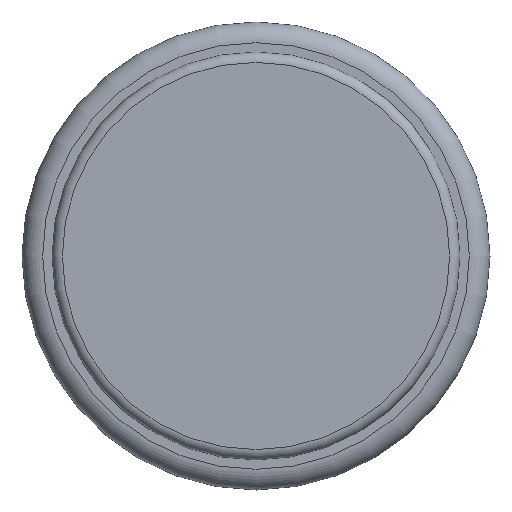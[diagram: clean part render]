
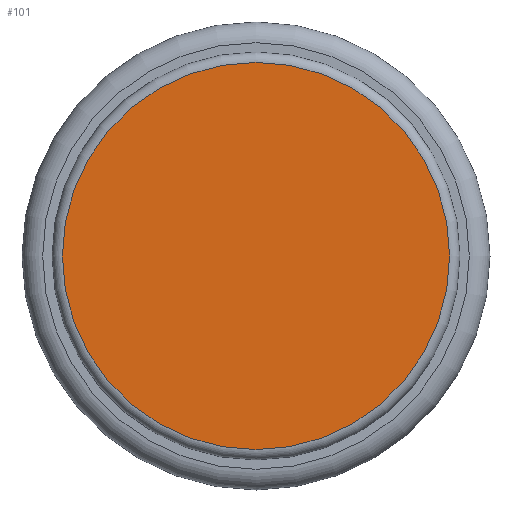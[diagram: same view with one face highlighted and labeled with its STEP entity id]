
A CAD part, front view. The second image highlights one B-rep face of the part: STEP entity #101.
In plain terms, the highlighted planar face has unit normal (0, -1, 0).
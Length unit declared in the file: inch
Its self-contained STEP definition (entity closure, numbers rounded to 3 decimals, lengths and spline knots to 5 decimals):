
#15=PLANE($,#121);
#34=FACE_OUTER_BOUND($,#48,.T.);
#48=EDGE_LOOP($,(#88));
#58=CIRCLE($,#120,0.187);
#66=VERTEX_POINT($,#181);
#74=EDGE_CURVE($,#66,#66,#58,.T.);
#88=ORIENTED_EDGE($,*,*,#74,.T.);
#101=ADVANCED_FACE($,(#34),#15,.T.);
#120=AXIS2_PLACEMENT_3D($,#182,#153,#154);
#121=AXIS2_PLACEMENT_3D($,#183,#155,#156);
#153=DIRECTION('center_axis',(0.,-1.,0.));
#154=DIRECTION('ref_axis',(0.,0.,-1.));
#155=DIRECTION('center_axis',(0.,-1.,0.));
#156=DIRECTION('ref_axis',(0.,0.,-1.));
#181=CARTESIAN_POINT('',(0.,-0.157,-0.187));
#182=CARTESIAN_POINT('Origin',(0.,-0.157,0.));
#183=CARTESIAN_POINT('Origin',(0.,-0.157,-0.0935));
